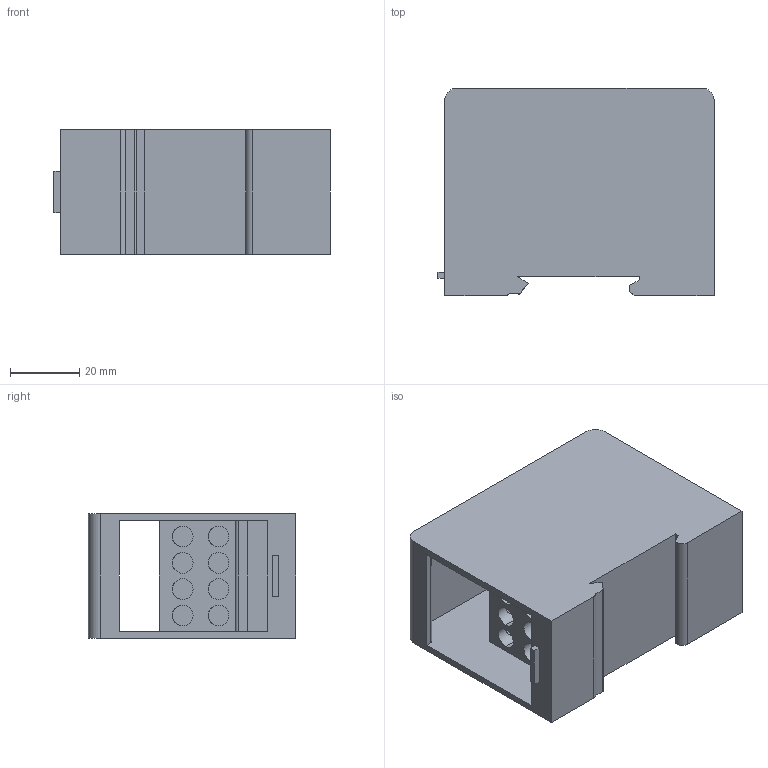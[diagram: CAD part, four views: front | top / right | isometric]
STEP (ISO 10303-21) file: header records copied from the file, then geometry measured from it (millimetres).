
FILE_DESCRIPTION((''),'2;1');
FILE_NAME('PRT0002','2021-11-23T',('Administrator'),(''),'PRO/ENGINEER BY PARAMETRIC TECHNOLOGY CORPORATION, 2013230','PRO/ENGINEER BY PARAMETRIC TECHNOLOGY CORPORATION, 2013230','');
FILE_SCHEMA(('AUTOMOTIVE_DESIGN { 1 0 10303 214 1 1 1 1 }'));
Length unit declared in the file: millimetre
Products named in the file (1): PRT0002
Bounding box: 80 x 60 x 36 mm (x, y, z)
Volume: 75045.5 mm3; surface area: 33938.1 mm2
Topology: 1 solids, 1 shells, 105 faces, 285 edges, 190 vertices
Faces by surface type: cylinder 55, plane 50
Entity records: 3842 total; most frequent: CARTESIAN_POINT 1016, ORIENTED_EDGE 570, DIRECTION 565, EDGE_CURVE 285, AXIS2_PLACEMENT_3D 195, VERTEX_POINT 190, VECTOR 175, LINE 175
